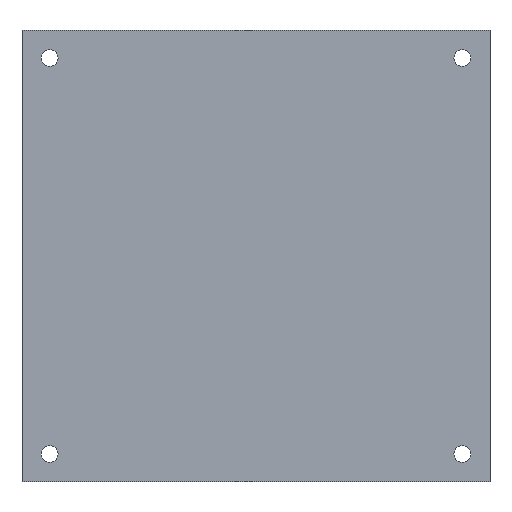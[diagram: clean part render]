
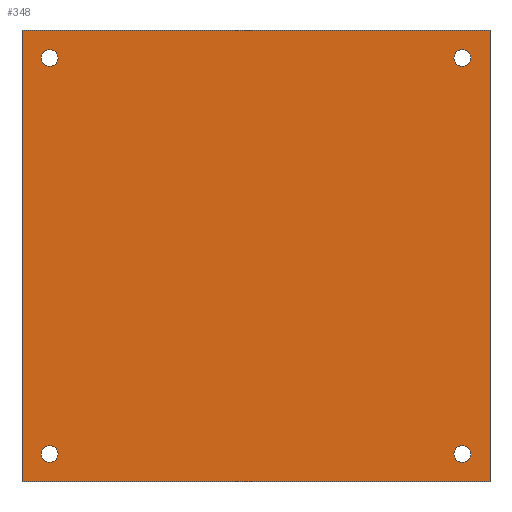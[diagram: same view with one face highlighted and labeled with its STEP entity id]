
A CAD part, front view. The second image highlights one B-rep face of the part: STEP entity #348.
In plain terms, the highlighted planar face has unit normal (0, -1, 0).
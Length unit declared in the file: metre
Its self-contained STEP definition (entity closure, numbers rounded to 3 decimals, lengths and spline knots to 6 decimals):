
#20=CIRCLE('',#380,0.0015);
#21=CIRCLE('',#382,0.0015);
#22=CIRCLE('',#384,0.0015);
#23=CIRCLE('',#386,0.0015);
#88=ORIENTED_EDGE('',*,*,#153,.F.);
#89=ORIENTED_EDGE('',*,*,#152,.F.);
#90=ORIENTED_EDGE('',*,*,#151,.T.);
#91=ORIENTED_EDGE('',*,*,#150,.T.);
#92=ORIENTED_EDGE('',*,*,#139,.T.);
#93=ORIENTED_EDGE('',*,*,#149,.T.);
#94=ORIENTED_EDGE('',*,*,#144,.F.);
#95=ORIENTED_EDGE('',*,*,#142,.F.);
#139=EDGE_CURVE('',#178,#179,#211,.T.);
#142=EDGE_CURVE('',#178,#180,#214,.T.);
#144=EDGE_CURVE('',#180,#181,#216,.T.);
#149=EDGE_CURVE('',#179,#181,#221,.T.);
#150=EDGE_CURVE('',#184,#184,#20,.T.);
#151=EDGE_CURVE('',#185,#185,#21,.T.);
#152=EDGE_CURVE('',#186,#186,#22,.T.);
#153=EDGE_CURVE('',#187,#187,#23,.T.);
#178=VERTEX_POINT('',#539);
#179=VERTEX_POINT('',#540);
#180=VERTEX_POINT('',#545);
#181=VERTEX_POINT('',#549);
#184=VERTEX_POINT('',#560);
#185=VERTEX_POINT('',#563);
#186=VERTEX_POINT('',#566);
#187=VERTEX_POINT('',#569);
#211=LINE('',#538,#247);
#214=LINE('',#544,#250);
#216=LINE('',#548,#252);
#221=LINE('',#557,#257);
#247=VECTOR('',#438,1.);
#250=VECTOR('',#443,1.);
#252=VECTOR('',#447,1.);
#257=VECTOR('',#454,1.);
#282=EDGE_LOOP('',(#88));
#283=EDGE_LOOP('',(#89));
#284=EDGE_LOOP('',(#90));
#285=EDGE_LOOP('',(#91));
#286=EDGE_LOOP('',(#92,#93,#94,#95));
#312=FACE_BOUND('',#282,.T.);
#313=FACE_BOUND('',#283,.T.);
#314=FACE_BOUND('',#284,.T.);
#315=FACE_BOUND('',#285,.T.);
#316=FACE_BOUND('',#286,.T.);
#330=PLANE('',#387);
#348=ADVANCED_FACE('',(#312,#313,#314,#315,#316),#330,.F.);
#380=AXIS2_PLACEMENT_3D('',#559,#457,#458);
#382=AXIS2_PLACEMENT_3D('',#562,#461,#462);
#384=AXIS2_PLACEMENT_3D('',#565,#465,#466);
#386=AXIS2_PLACEMENT_3D('',#568,#469,#470);
#387=AXIS2_PLACEMENT_3D('',#570,#471,#472);
#438=DIRECTION('',(1.,0.,0.));
#443=DIRECTION('',(0.,0.,1.));
#447=DIRECTION('',(1.,0.,0.));
#454=DIRECTION('',(0.,0.,1.));
#457=DIRECTION('',(0.,1.,0.));
#458=DIRECTION('',(1.,0.,0.));
#461=DIRECTION('',(0.,1.,0.));
#462=DIRECTION('',(1.,0.,0.));
#465=DIRECTION('',(0.,-1.,0.));
#466=DIRECTION('',(1.,0.,0.));
#469=DIRECTION('',(0.,-1.,0.));
#470=DIRECTION('',(1.,0.,0.));
#471=DIRECTION('',(0.,1.,0.));
#472=DIRECTION('',(1.,0.,0.));
#538=CARTESIAN_POINT('',(0.0322,0.,-0.0714));
#539=CARTESIAN_POINT('',(-0.01,0.,-0.0714));
#540=CARTESIAN_POINT('',(0.0744,0.,-0.0714));
#544=CARTESIAN_POINT('',(-0.01,0.,-0.0307));
#545=CARTESIAN_POINT('',(-0.01,0.,0.01));
#548=CARTESIAN_POINT('',(0.0322,0.,0.01));
#549=CARTESIAN_POINT('',(0.0744,0.,0.01));
#557=CARTESIAN_POINT('',(0.0744,0.,-0.0307));
#559=CARTESIAN_POINT('',(-0.005,0.,-0.0664));
#560=CARTESIAN_POINT('',(-0.0035,0.,-0.0664));
#562=CARTESIAN_POINT('',(0.0694,0.,-0.0664));
#563=CARTESIAN_POINT('',(0.0709,0.,-0.0664));
#565=CARTESIAN_POINT('',(0.0694,0.,0.005));
#566=CARTESIAN_POINT('',(0.0709,0.,0.005));
#568=CARTESIAN_POINT('',(-0.005,0.,0.005));
#569=CARTESIAN_POINT('',(-0.0035,0.,0.005));
#570=CARTESIAN_POINT('',(0.065734,0.,-0.0307));
